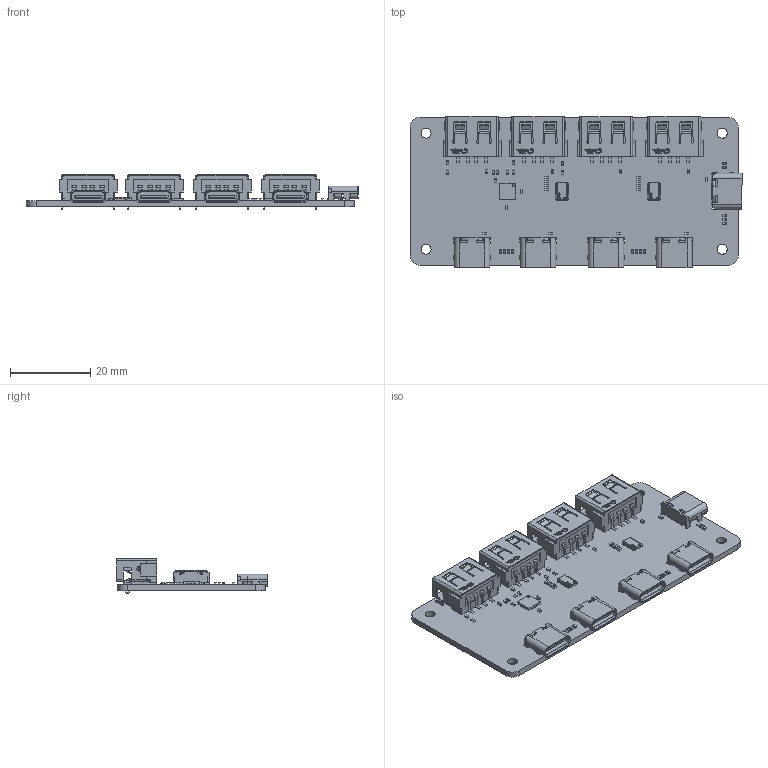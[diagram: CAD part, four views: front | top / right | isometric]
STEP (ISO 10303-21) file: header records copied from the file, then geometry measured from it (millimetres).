
FILE_DESCRIPTION(('KiCad electronic assembly'),'2;1');
FILE_NAME('USB-HUB(SL2.1A).step','2026-01-22T13:26:56',('Pcbnew'),( 'Kicad'),'Open CASCADE STEP processor 7.9','KiCad to STEP converter' ,'Unknown');
FILE_SCHEMA(('AUTOMOTIVE_DESIGN { 1 0 10303 214 1 1 1 1 }'));
Length unit declared in the file: millimetre
Products named in the file (9): USB-HUB(SL2.1A) 1; R_0402_1005Metric; USB-A-TH_10.0QHHTZB6.3; C_0402_1005Metric; LED_0402_1005Metric; SSOP-16_L4.6-W2.6-P0.53-LS4.0-BL; USB-C-SMD_TYPE-C-6PIN-2MD-073; QFN-16-1EP_4x4mm_P0.65mm_EP2.5x2.5mm; USB-HUB(SL2.1A)_PCB
Assembly tree (55 placements, depth 2):
  USB-HUB(SL2.1A) 1
    R_0402_1005Metric  x17
    USB-A-TH_10.0QHHTZB6.3  x4
    C_0402_1005Metric  x19
    LED_0402_1005Metric  x6
    SSOP-16_L4.6-W2.6-P0.53-LS4.0-BL  x2
    USB-C-SMD_TYPE-C-6PIN-2MD-073  x5
    QFN-16-1EP_4x4mm_P0.65mm_EP2.5x2.5mm
    USB-HUB(SL2.1A)_PCB
Bounding box: 82.95 x 37.58 x 8.6 mm (x, y, z)
Volume: 6911.8 mm3; surface area: 14801.9 mm2
Topology: 122 solids, 122 shells, 7193 faces, 20058 edges, 13268 vertices
Faces by surface type: plane 4684, cylinder 1711, bspline 742, cone 40, sphere 16
Full cylindrical faces by diameter (mm): 0.5 x1, 0.7 x10, 2.5 x4
Entity records: 78867 total; most frequent: CARTESIAN_POINT 16550, ORIENTED_EDGE 11022, DIRECTION 9287, EDGE_CURVE 5511, LINE 4117, VECTOR 4117, VERTEX_POINT 3650, AXIS2_PLACEMENT_3D 2585
